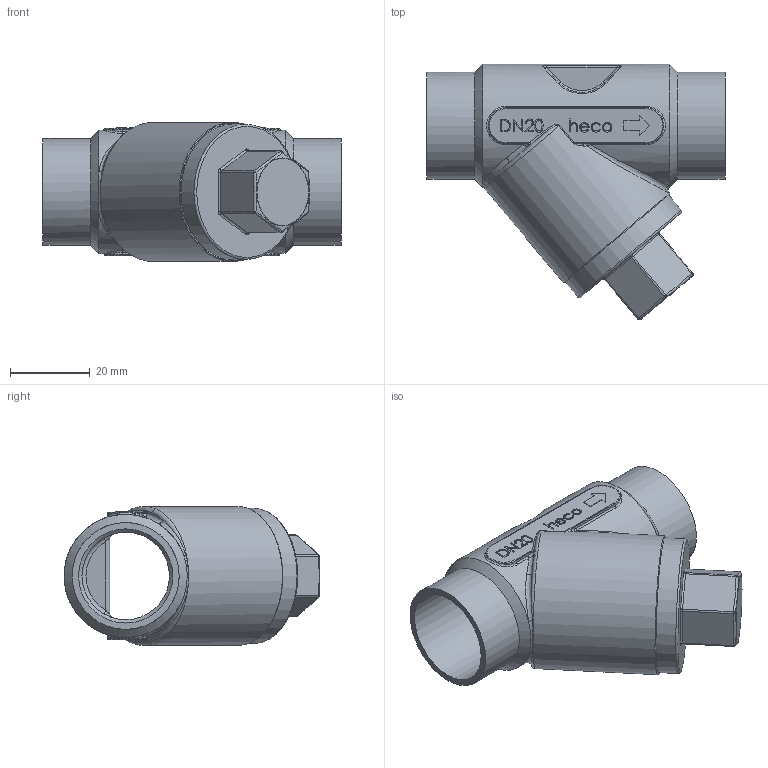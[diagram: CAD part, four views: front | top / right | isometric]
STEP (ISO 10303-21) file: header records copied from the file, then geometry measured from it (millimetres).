
FILE_DESCRIPTION (( 'STEP AP214' ), '1' );
FILE_NAME ('SF-034-00S-4 Schmutzfänger Anschweißende 2101.STEP', '2021-01-13T10:58:41', ( '' ), ( '' ), 'SwSTEP 2.0', 'SolidWorks 2019', '' );
FILE_SCHEMA (( 'AUTOMOTIVE_DESIGN' ));
Length unit declared in the file: millimetre
Products named in the file (1): SF-034-00S-4 Schmutzfänger Anschweißende 2101
Bounding box: 75 x 64.34 x 34.95 mm (x, y, z)
Volume: 51567.4 mm3; surface area: 16762.3 mm2
Topology: 1 solids, 1 shells, 480 faces, 1201 edges, 761 vertices
Faces by surface type: bspline 220, plane 177, cylinder 54, torus 18, sphere 6, cone 5
Full cylindrical faces by diameter (mm): 22 x1, 23.7 x2, 26.9 x2, 34 x1, 35 x1
Entity records: 28800 total; most frequent: CARTESIAN_POINT 15620, ORIENTED_EDGE 2360, DIRECTION 1415, EDGE_CURVE 1180, VERTEX_POINT 757, VECTOR 577, LINE 577, EDGE_LOOP 537
